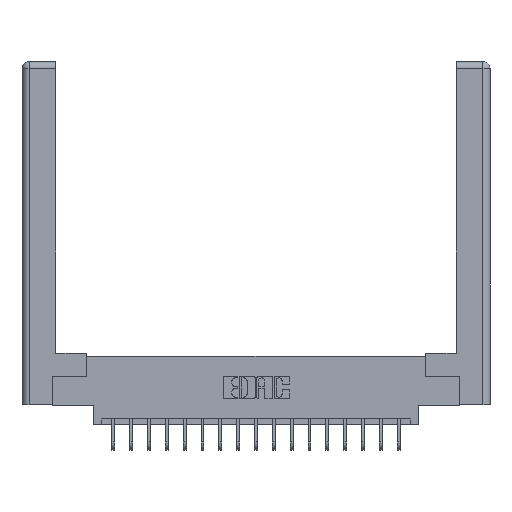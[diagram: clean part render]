
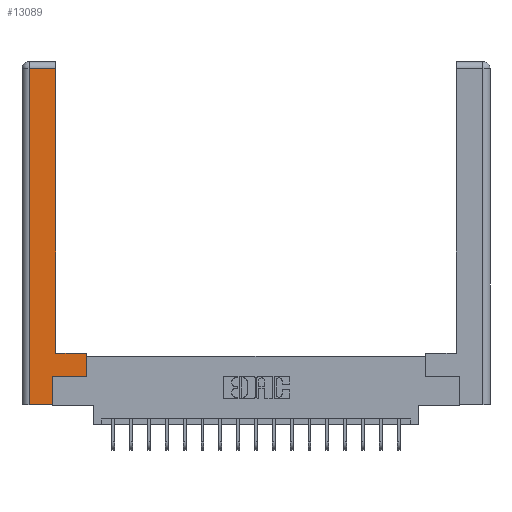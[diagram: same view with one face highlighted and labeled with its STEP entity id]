
A CAD part, top view. The second image highlights one B-rep face of the part: STEP entity #13089.
In plain terms, the highlighted planar face has unit normal (0, 0, 1).
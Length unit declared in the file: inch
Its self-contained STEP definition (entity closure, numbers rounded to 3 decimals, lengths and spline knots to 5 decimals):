
#42 = DIRECTION ( 'NONE',  ( -1., 0., 0. ) ) ;
#233 = EDGE_CURVE ( 'NONE', #19178, #12645, #7989, .T. ) ;
#319 = EDGE_CURVE ( 'NONE', #12856, #1763, #15848, .T. ) ;
#457 = CARTESIAN_POINT ( 'NONE',  ( 0.565, 0.45, 0. ) ) ;
#1112 = DIRECTION ( 'NONE',  ( -1., 0., 0. ) ) ;
#1714 = DIRECTION ( 'NONE',  ( 1., 0., 0. ) ) ;
#1743 = VERTEX_POINT ( 'NONE', #4318 ) ;
#1763 = VERTEX_POINT ( 'NONE', #20556 ) ;
#2524 = VECTOR ( 'NONE', #15232, 39.37008 ) ;
#2963 = LINE ( 'NONE', #457, #11792 ) ;
#3088 = EDGE_CURVE ( 'NONE', #8638, #12856, #9536, .T. ) ;
#4318 = CARTESIAN_POINT ( 'NONE',  ( 0.0615, 2.94, 0. ) ) ;
#4569 = LINE ( 'NONE', #8758, #12139 ) ;
#5389 = ORIENTED_EDGE ( 'NONE', *, *, #233, .T. ) ;
#5811 = AXIS2_PLACEMENT_3D ( 'NONE', #10911, #19000, #1112 ) ;
#6043 = PLANE ( 'NONE',  #5811 ) ;
#6250 = VECTOR ( 'NONE', #11100, 39.37008 ) ;
#6305 = LINE ( 'NONE', #11347, #12632 ) ;
#6317 = ORIENTED_EDGE ( 'NONE', *, *, #15714, .T. ) ;
#6806 = CARTESIAN_POINT ( 'NONE',  ( 0.0615, 0., 0. ) ) ;
#6941 = CARTESIAN_POINT ( 'NONE',  ( 0.295, 3., 0. ) ) ;
#7075 = DIRECTION ( 'NONE',  ( 1., 0., 0. ) ) ;
#7150 = CARTESIAN_POINT ( 'NONE',  ( 0.0615, 0., 0. ) ) ;
#7989 = LINE ( 'NONE', #6941, #12312 ) ;
#8638 = VERTEX_POINT ( 'NONE', #17314 ) ;
#8758 = CARTESIAN_POINT ( 'NONE',  ( 0.0615, 2.94, 0. ) ) ;
#9454 = EDGE_CURVE ( 'NONE', #12645, #1743, #4569, .T. ) ;
#9536 = LINE ( 'NONE', #20853, #6250 ) ;
#9631 = CARTESIAN_POINT ( 'NONE',  ( 0.565, 0.45, 0. ) ) ;
#10275 = FACE_OUTER_BOUND ( 'NONE', #15713, .T. ) ;
#10885 = VERTEX_POINT ( 'NONE', #9631 ) ;
#10911 = CARTESIAN_POINT ( 'NONE',  ( 0., 0., 0. ) ) ;
#11100 = DIRECTION ( 'NONE',  ( 0., 1., 0. ) ) ;
#11347 = CARTESIAN_POINT ( 'NONE',  ( 0.295, 0.45, 0. ) ) ;
#11659 = EDGE_CURVE ( 'NONE', #1763, #10885, #2963, .T. ) ;
#11792 = VECTOR ( 'NONE', #19567, 39.37008 ) ;
#12139 = VECTOR ( 'NONE', #14071, 39.37008 ) ;
#12312 = VECTOR ( 'NONE', #15088, 39.37008 ) ;
#12632 = VECTOR ( 'NONE', #42, 39.37008 ) ;
#12645 = VERTEX_POINT ( 'NONE', #16109 ) ;
#12856 = VERTEX_POINT ( 'NONE', #16468 ) ;
#13089 = ADVANCED_FACE ( 'NONE', ( #10275 ), #6043, .F. ) ;
#13535 = CARTESIAN_POINT ( 'NONE',  ( 0.565, 0.245, 0. ) ) ;
#13949 = ORIENTED_EDGE ( 'NONE', *, *, #319, .T. ) ;
#14071 = DIRECTION ( 'NONE',  ( -1., 0., 0. ) ) ;
#14518 = ORIENTED_EDGE ( 'NONE', *, *, #9454, .T. ) ;
#14919 = ORIENTED_EDGE ( 'NONE', *, *, #19270, .T. ) ;
#15088 = DIRECTION ( 'NONE',  ( 0., 1., 0. ) ) ;
#15232 = DIRECTION ( 'NONE',  ( 0., -1., 0. ) ) ;
#15412 = LINE ( 'NONE', #7150, #2524 ) ;
#15713 = EDGE_LOOP ( 'NONE', ( #5389, #14518, #14919, #6317, #20572, #13949, #17042, #18234 ) ) ;
#15714 = EDGE_CURVE ( 'NONE', #18480, #8638, #19014, .T. ) ;
#15848 = LINE ( 'NONE', #13535, #19155 ) ;
#16109 = CARTESIAN_POINT ( 'NONE',  ( 0.295, 2.94, 0. ) ) ;
#16468 = CARTESIAN_POINT ( 'NONE',  ( 0.265, 0.245, 0. ) ) ;
#17042 = ORIENTED_EDGE ( 'NONE', *, *, #11659, .T. ) ;
#17254 = VECTOR ( 'NONE', #1714, 39.37008 ) ;
#17314 = CARTESIAN_POINT ( 'NONE',  ( 0.265, 0., 0. ) ) ;
#18234 = ORIENTED_EDGE ( 'NONE', *, *, #19091, .T. ) ;
#18480 = VERTEX_POINT ( 'NONE', #6806 ) ;
#19000 = DIRECTION ( 'NONE',  ( 0., 0., -1. ) ) ;
#19014 = LINE ( 'NONE', #20691, #17254 ) ;
#19091 = EDGE_CURVE ( 'NONE', #10885, #19178, #6305, .T. ) ;
#19155 = VECTOR ( 'NONE', #7075, 39.37008 ) ;
#19178 = VERTEX_POINT ( 'NONE', #19870 ) ;
#19270 = EDGE_CURVE ( 'NONE', #1743, #18480, #15412, .T. ) ;
#19567 = DIRECTION ( 'NONE',  ( 0., 1., 0. ) ) ;
#19870 = CARTESIAN_POINT ( 'NONE',  ( 0.295, 0.45, 0. ) ) ;
#20556 = CARTESIAN_POINT ( 'NONE',  ( 0.565, 0.245, 0. ) ) ;
#20572 = ORIENTED_EDGE ( 'NONE', *, *, #3088, .T. ) ;
#20691 = CARTESIAN_POINT ( 'NONE',  ( 0.265, 0., 0. ) ) ;
#20853 = CARTESIAN_POINT ( 'NONE',  ( 0.265, 0.245, 0. ) ) ;
